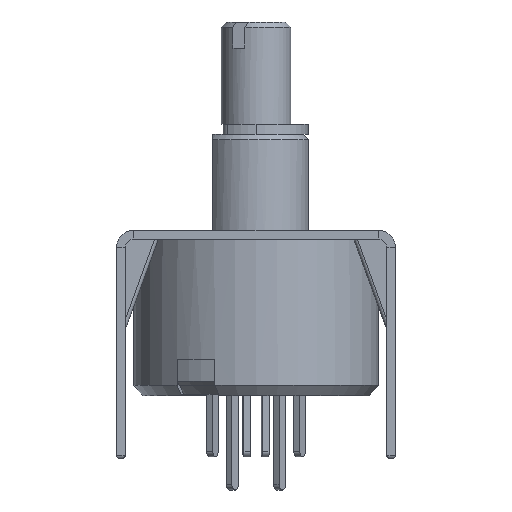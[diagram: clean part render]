
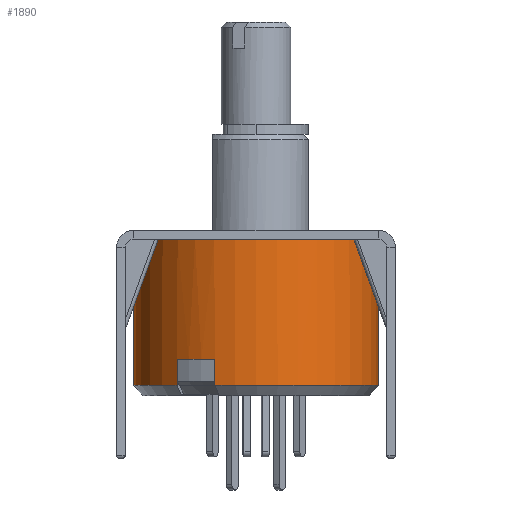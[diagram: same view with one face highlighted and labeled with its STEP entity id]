
A CAD part, front view. The second image highlights one B-rep face of the part: STEP entity #1890.
In plain terms, the highlighted cylindrical face has radius 7 mm (diameter 14 mm), a partial arc.
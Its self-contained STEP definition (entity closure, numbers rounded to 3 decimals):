
#1 = LINE ( 'NONE', #3866, #5262 ) ;
#34 = FACE_OUTER_BOUND ( 'NONE', #9080, .T. ) ;
#107 = ORIENTED_EDGE ( 'NONE', *, *, #1178, .T. ) ;
#154 = VERTEX_POINT ( 'NONE', #549 ) ;
#301 = DIRECTION ( 'NONE',  ( 0., 0., 1. ) ) ;
#549 = CARTESIAN_POINT ( 'NONE',  ( -2.361, -6.59, -5.9 ) ) ;
#1178 = EDGE_CURVE ( 'NONE', #6260, #12038, #7205, .T. ) ;
#1233 = VERTEX_POINT ( 'NONE', #4403 ) ;
#1255 = DIRECTION ( 'NONE',  ( 0., 0., -1. ) ) ;
#1282 = CARTESIAN_POINT ( 'NONE',  ( -2.361, -6.59, 9. ) ) ;
#1419 = ORIENTED_EDGE ( 'NONE', *, *, #8233, .F. ) ;
#1500 = LINE ( 'NONE', #1574, #3702 ) ;
#1574 = CARTESIAN_POINT ( 'NONE',  ( 7., 0., 9. ) ) ;
#1594 = ORIENTED_EDGE ( 'NONE', *, *, #4942, .T. ) ;
#1605 = DIRECTION ( 'NONE',  ( 0., 0., -1. ) ) ;
#1741 = EDGE_CURVE ( 'NONE', #2960, #154, #11300, .T. ) ;
#1802 = EDGE_CURVE ( 'NONE', #12038, #5230, #6342, .T. ) ;
#1890 = ADVANCED_FACE ( 'NONE', ( #34 ), #11719, .T. ) ;
#1996 = AXIS2_PLACEMENT_3D ( 'NONE', #10763, #11867, #7099 ) ;
#2210 = DIRECTION ( 'NONE',  ( 0., 0., 1. ) ) ;
#2392 = VECTOR ( 'NONE', #1255, 1000. ) ;
#2960 = VERTEX_POINT ( 'NONE', #5982 ) ;
#3156 = AXIS2_PLACEMENT_3D ( 'NONE', #10922, #1605, #10802 ) ;
#3315 = ORIENTED_EDGE ( 'NONE', *, *, #4304, .F. ) ;
#3374 = DIRECTION ( 'NONE',  ( 0., 0., -1. ) ) ;
#3687 = AXIS2_PLACEMENT_3D ( 'NONE', #8038, #3374, #9902 ) ;
#3702 = VECTOR ( 'NONE', #7170, 1000. ) ;
#3762 = CARTESIAN_POINT ( 'NONE',  ( -2.361, -6.59, -7.4 ) ) ;
#3866 = CARTESIAN_POINT ( 'NONE',  ( -4.526, -5.34, 9. ) ) ;
#4144 = LINE ( 'NONE', #1282, #5166 ) ;
#4151 = ORIENTED_EDGE ( 'NONE', *, *, #9998, .F. ) ;
#4304 = EDGE_CURVE ( 'NONE', #6260, #1233, #1500, .T. ) ;
#4370 = DIRECTION ( 'NONE',  ( -1., 0., 0. ) ) ;
#4403 = CARTESIAN_POINT ( 'NONE',  ( 7., 0., -7.4 ) ) ;
#4810 = ORIENTED_EDGE ( 'NONE', *, *, #7998, .T. ) ;
#4939 = CIRCLE ( 'NONE', #3156, 7. ) ;
#4942 = EDGE_CURVE ( 'NONE', #154, #11096, #4144, .T. ) ;
#5057 = AXIS2_PLACEMENT_3D ( 'NONE', #8182, #11882, #4370 ) ;
#5166 = VECTOR ( 'NONE', #6973, 1000. ) ;
#5167 = CARTESIAN_POINT ( 'NONE',  ( -7., 0., 0.95 ) ) ;
#5230 = VERTEX_POINT ( 'NONE', #8487 ) ;
#5262 = VECTOR ( 'NONE', #301, 1000. ) ;
#5813 = ORIENTED_EDGE ( 'NONE', *, *, #1802, .T. ) ;
#5854 = CIRCLE ( 'NONE', #3687, 7. ) ;
#5967 = VERTEX_POINT ( 'NONE', #9140 ) ;
#5982 = CARTESIAN_POINT ( 'NONE',  ( -4.526, -5.34, -5.9 ) ) ;
#6260 = VERTEX_POINT ( 'NONE', #6765 ) ;
#6342 = LINE ( 'NONE', #11587, #2392 ) ;
#6765 = CARTESIAN_POINT ( 'NONE',  ( 7., 0., 0.95 ) ) ;
#6973 = DIRECTION ( 'NONE',  ( 0., 0., -1. ) ) ;
#7099 = DIRECTION ( 'NONE',  ( -1., 0., 0. ) ) ;
#7170 = DIRECTION ( 'NONE',  ( 0., 0., -1. ) ) ;
#7205 = CIRCLE ( 'NONE', #5057, 7. ) ;
#7998 = EDGE_CURVE ( 'NONE', #5967, #2960, #1, .T. ) ;
#8038 = CARTESIAN_POINT ( 'NONE',  ( 0., 0., -7.4 ) ) ;
#8182 = CARTESIAN_POINT ( 'NONE',  ( 0., 0., 0.95 ) ) ;
#8233 = EDGE_CURVE ( 'NONE', #5967, #5230, #5854, .T. ) ;
#8487 = CARTESIAN_POINT ( 'NONE',  ( -7., 0., -7.4 ) ) ;
#9080 = EDGE_LOOP ( 'NONE', ( #3315, #107, #5813, #1419, #4810, #9810, #1594, #4151 ) ) ;
#9140 = CARTESIAN_POINT ( 'NONE',  ( -4.526, -5.34, -7.4 ) ) ;
#9810 = ORIENTED_EDGE ( 'NONE', *, *, #1741, .T. ) ;
#9902 = DIRECTION ( 'NONE',  ( 1., 0., 0. ) ) ;
#9998 = EDGE_CURVE ( 'NONE', #1233, #11096, #4939, .T. ) ;
#10572 = DIRECTION ( 'NONE',  ( -1., 0., 0. ) ) ;
#10763 = CARTESIAN_POINT ( 'NONE',  ( 0., 0., 9. ) ) ;
#10802 = DIRECTION ( 'NONE',  ( 1., 0., 0. ) ) ;
#10821 = AXIS2_PLACEMENT_3D ( 'NONE', #11675, #2210, #10572 ) ;
#10922 = CARTESIAN_POINT ( 'NONE',  ( 0., 0., -7.4 ) ) ;
#11096 = VERTEX_POINT ( 'NONE', #3762 ) ;
#11300 = CIRCLE ( 'NONE', #10821, 7. ) ;
#11587 = CARTESIAN_POINT ( 'NONE',  ( -7., 0., 9. ) ) ;
#11675 = CARTESIAN_POINT ( 'NONE',  ( 0., 0., -5.9 ) ) ;
#11719 = CYLINDRICAL_SURFACE ( 'NONE', #1996, 7. ) ;
#11867 = DIRECTION ( 'NONE',  ( 0., 0., -1. ) ) ;
#11882 = DIRECTION ( 'NONE',  ( 0., 0., -1. ) ) ;
#12038 = VERTEX_POINT ( 'NONE', #5167 ) ;
